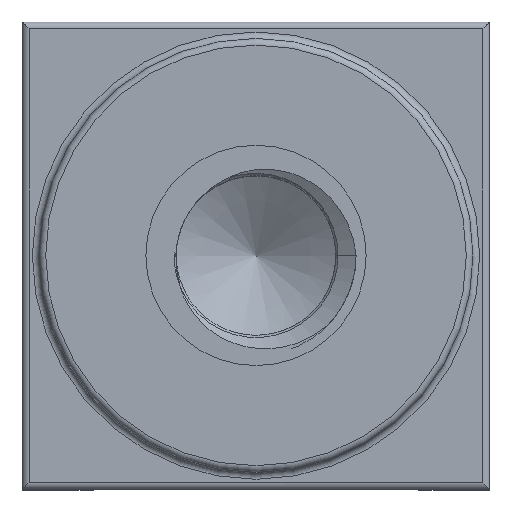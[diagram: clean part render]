
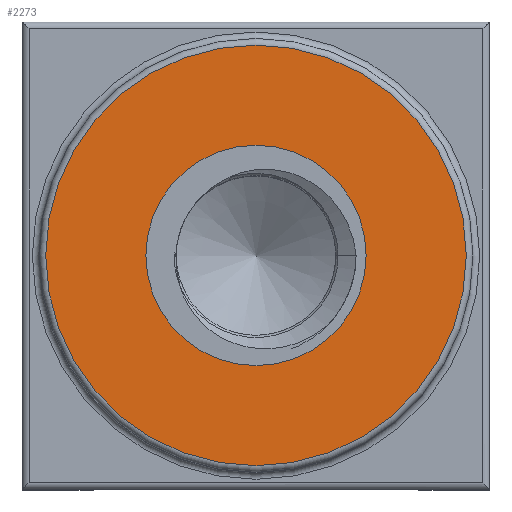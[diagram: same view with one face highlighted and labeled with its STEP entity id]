
A CAD part, top view. The second image highlights one B-rep face of the part: STEP entity #2273.
In plain terms, the highlighted planar face has unit normal (0, 0, 1).
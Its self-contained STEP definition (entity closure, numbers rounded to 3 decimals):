
#2199 = VERTEX_POINT('',#2200);
#2200 = CARTESIAN_POINT('',(3.15,0.,6.));
#2209 = EDGE_CURVE('',#2199,#2199,#2210,.T.);
#2210 = CIRCLE('',#2211,3.15);
#2211 = AXIS2_PLACEMENT_3D('',#2212,#2213,#2214);
#2212 = CARTESIAN_POINT('',(0.,0.,6.));
#2213 = DIRECTION('',(-0.,0.,1.));
#2214 = DIRECTION('',(1.,0.,0.));
#2273 = ADVANCED_FACE('',(#2274,#2277),#2288,.F.);
#2274 = FACE_BOUND('',#2275,.F.);
#2275 = EDGE_LOOP('',(#2276));
#2276 = ORIENTED_EDGE('',*,*,#2209,.F.);
#2277 = FACE_BOUND('',#2278,.F.);
#2278 = EDGE_LOOP('',(#2279));
#2279 = ORIENTED_EDGE('',*,*,#2280,.T.);
#2280 = EDGE_CURVE('',#2281,#2281,#2283,.T.);
#2281 = VERTEX_POINT('',#2282);
#2282 = CARTESIAN_POINT('',(1.65,0.,6.));
#2283 = CIRCLE('',#2284,1.65);
#2284 = AXIS2_PLACEMENT_3D('',#2285,#2286,#2287);
#2285 = CARTESIAN_POINT('',(0.,0.,6.));
#2286 = DIRECTION('',(0.,0.,1.));
#2287 = DIRECTION('',(1.,0.,0.));
#2288 = PLANE('',#2289);
#2289 = AXIS2_PLACEMENT_3D('',#2290,#2291,#2292);
#2290 = CARTESIAN_POINT('',(0.,0.,6.));
#2291 = DIRECTION('',(-0.,-0.,-1.));
#2292 = DIRECTION('',(-1.,0.,0.));
